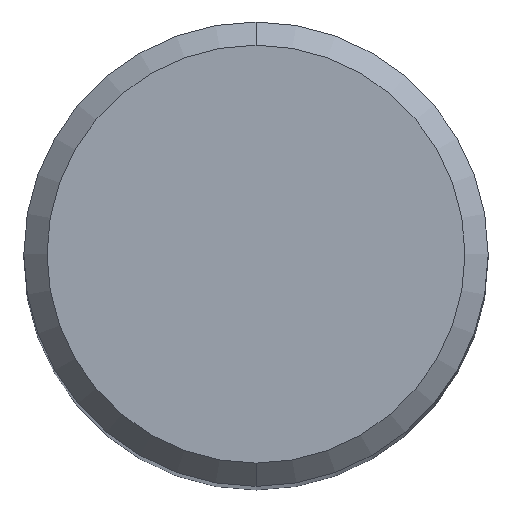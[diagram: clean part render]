
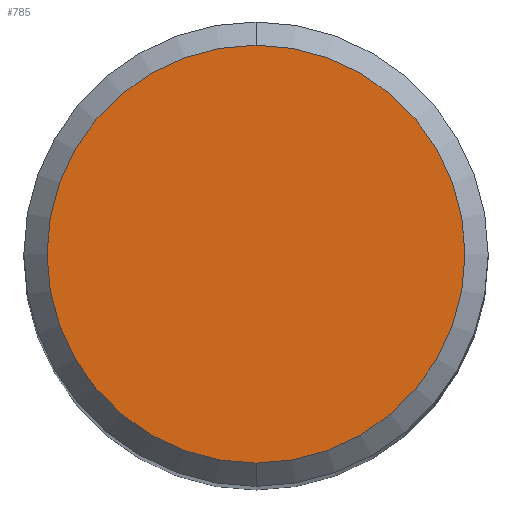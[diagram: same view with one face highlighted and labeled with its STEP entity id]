
A CAD part, top view. The second image highlights one B-rep face of the part: STEP entity #785.
In plain terms, the highlighted planar face has unit normal (0, 0, 1).
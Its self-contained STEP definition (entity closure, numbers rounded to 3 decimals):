
#539=EDGE_CURVE('',#747,#547,#1168,.T.);
#547=VERTEX_POINT('',#1177);
#719=EDGE_CURVE('',#547,#747,#1368,.T.);
#747=VERTEX_POINT('',#1401);
#785=ADVANCED_FACE('',(#1440),#1441,.T.);
#1168=CIRCLE('',#2633,3.6);
#1177=CARTESIAN_POINT('',(0.,-3.6,0.0));
#1368=CIRCLE('',#5539,3.6);
#1401=CARTESIAN_POINT('',(0.0,3.6,0.0));
#1440=FACE_OUTER_BOUND('',#6519,.T.);
#1441=PLANE('',#6520);
#2633=AXIS2_PLACEMENT_3D('',#7405,#7406,#7407);
#5539=AXIS2_PLACEMENT_3D('',#7646,#7647,#7648);
#6519=EDGE_LOOP('',(#7750,#7751));
#6520=AXIS2_PLACEMENT_3D('',#7752,#7753,#7754);
#7405=CARTESIAN_POINT('',(0.0,0.0,0.0));
#7406=DIRECTION('',(0.0,0.0,-1.0));
#7407=DIRECTION('',(0.0,1.0,0.0));
#7646=CARTESIAN_POINT('',(0.0,0.0,0.0));
#7647=DIRECTION('',(0.0,0.0,-1.0));
#7648=DIRECTION('',(0.0,1.0,0.0));
#7750=ORIENTED_EDGE('',*,*,#539,.F.);
#7751=ORIENTED_EDGE('',*,*,#719,.F.);
#7752=CARTESIAN_POINT('',(0.0,1.8,0.0));
#7753=DIRECTION('',(-0.0,0.0,1.0));
#7754=DIRECTION('',(0.0,-1.0,0.0));
